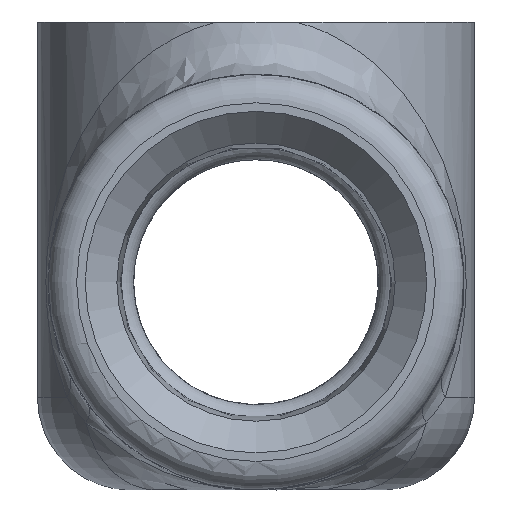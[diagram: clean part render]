
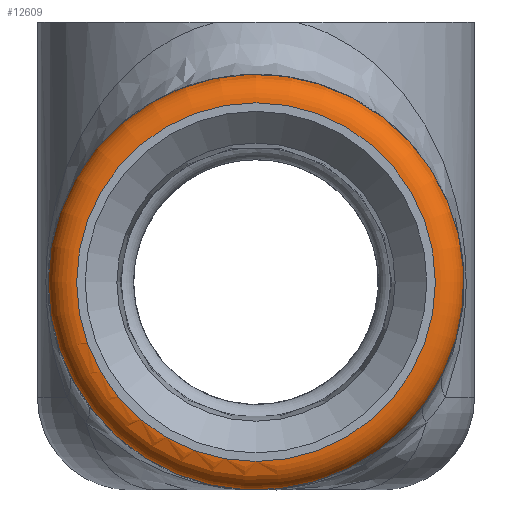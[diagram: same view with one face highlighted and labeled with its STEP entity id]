
A CAD part, left-side view. The second image highlights one B-rep face of the part: STEP entity #12609.
In plain terms, the highlighted toroidal (fillet/blend) face has major radius 19.177 mm and minor radius 3.048 mm.
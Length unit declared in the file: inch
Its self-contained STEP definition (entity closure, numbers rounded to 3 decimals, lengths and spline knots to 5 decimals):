
#425=TOROIDAL_SURFACE('',#13331,0.755,0.12);
#4263=FACE_BOUND('',#5064,.T.);
#4375=FACE_OUTER_BOUND('',#5063,.T.);
#5063=EDGE_LOOP('',(#9034));
#5064=EDGE_LOOP('',(#9035));
#5841=CIRCLE('',#13332,0.875);
#5842=CIRCLE('',#13333,0.755);
#5972=VERTEX_POINT('',#17486);
#5973=VERTEX_POINT('',#17488);
#7199=EDGE_CURVE('',#5972,#5972,#5841,.T.);
#7200=EDGE_CURVE('',#5973,#5973,#5842,.T.);
#9034=ORIENTED_EDGE('',*,*,#7199,.T.);
#9035=ORIENTED_EDGE('',*,*,#7200,.T.);
#12609=ADVANCED_FACE('',(#4375,#4263),#425,.T.);
#13331=AXIS2_PLACEMENT_3D('',#17485,#13959,#13960);
#13332=AXIS2_PLACEMENT_3D('',#17487,#13961,#13962);
#13333=AXIS2_PLACEMENT_3D('',#17489,#13963,#13964);
#13959=DIRECTION('center_axis',(-1.,0.,0.));
#13960=DIRECTION('ref_axis',(0.,0.,1.));
#13961=DIRECTION('center_axis',(-1.,0.,0.));
#13962=DIRECTION('ref_axis',(0.,-1.,0.));
#13963=DIRECTION('center_axis',(1.,0.,0.));
#13964=DIRECTION('ref_axis',(0.,-1.,0.));
#17485=CARTESIAN_POINT('Origin',(-3.675,0.,-0.11));
#17486=CARTESIAN_POINT('',(-3.675,0.875,-0.11));
#17487=CARTESIAN_POINT('Origin',(-3.675,0.,-0.11));
#17488=CARTESIAN_POINT('',(-3.795,0.755,-0.11));
#17489=CARTESIAN_POINT('Origin',(-3.795,0.,-0.11));
